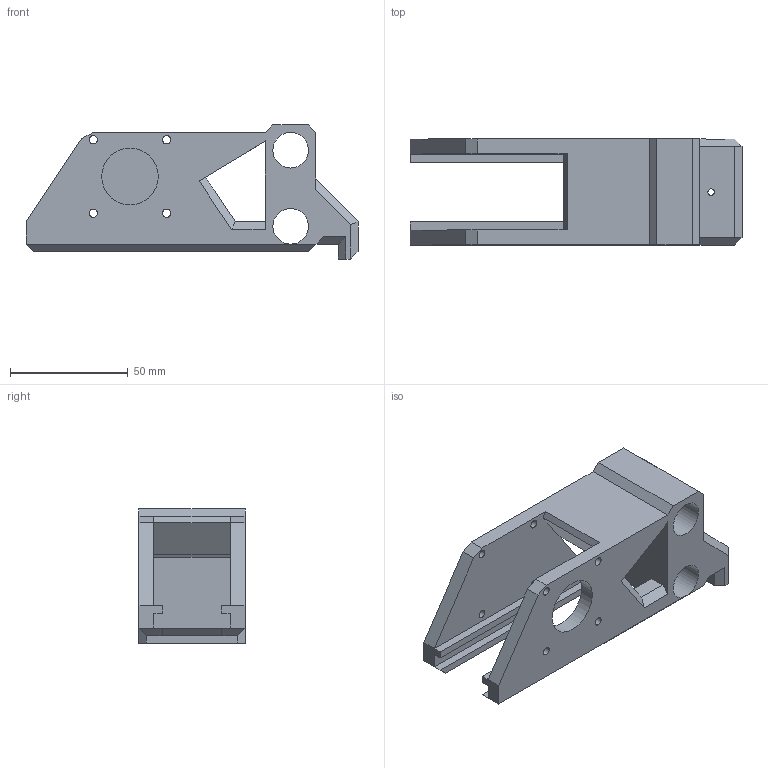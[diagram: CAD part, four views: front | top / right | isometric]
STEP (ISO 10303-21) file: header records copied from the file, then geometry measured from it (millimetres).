
FILE_DESCRIPTION(/* description */ (''),/* implementation_level */ '2;1');
FILE_NAME(/* name */ 'Z axis mount.stp',/* time_stamp */ '2025-04-15T16:02:05-04:00',/* author */ ('Designer'),/* organization */ (''),/* preprocessor_version */ 'ST-DEVELOPER v20',/* originating_system */ 'Autodesk Inventor 2024',/* authorisation */ '');
FILE_SCHEMA (('AUTOMOTIVE_DESIGN { 1 0 10303 214 3 1 1 }'));
Length unit declared in the file: inch
Products named in the file (1): Z axis mount
Bounding box: 140.93 x 45 x 56.98 mm (x, y, z)
Volume: 109472.6 mm3; surface area: 39297.1 mm2
Topology: 1 solids, 1 shells, 74 faces, 210 edges, 135 vertices
Faces by surface type: plane 62, cylinder 12
Full cylindrical faces by diameter (mm): 2.7 x1, 3.505 x8, 15.15 x2, 24.003 x1
Entity records: 2468 total; most frequent: ORIENTED_EDGE 420, CARTESIAN_POINT 420, DIRECTION 386, EDGE_CURVE 210, LINE 184, VECTOR 184, VERTEX_POINT 134, AXIS2_PLACEMENT_3D 101
